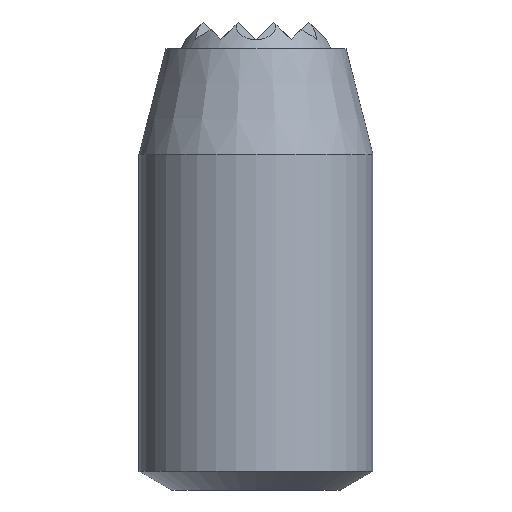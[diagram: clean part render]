
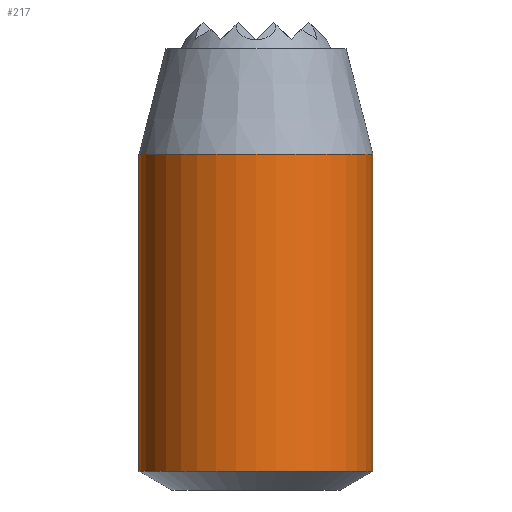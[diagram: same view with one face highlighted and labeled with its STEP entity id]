
A CAD part, front view. The second image highlights one B-rep face of the part: STEP entity #217.
In plain terms, the highlighted cylindrical face has radius 5 mm (diameter 10 mm), a full revolution.
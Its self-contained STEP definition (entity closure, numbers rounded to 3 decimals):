
#217 = ADVANCED_FACE( '', ( #470, #471 ), #472, .T. );
#470 = FACE_OUTER_BOUND( '', #757, .T. );
#471 = FACE_OUTER_BOUND( '', #758, .T. );
#472 = CYLINDRICAL_SURFACE( '', #759, 5. );
#757 = EDGE_LOOP( '', ( #1294 ) );
#758 = EDGE_LOOP( '', ( #1295 ) );
#759 = AXIS2_PLACEMENT_3D( '', #1296, #1297, #1298 );
#1294 = ORIENTED_EDGE( '', *, *, #1753, .T. );
#1295 = ORIENTED_EDGE( '', *, *, #1786, .T. );
#1296 = CARTESIAN_POINT( '', ( 0., 0., 18.85 ) );
#1297 = DIRECTION( '', ( 0., 0., 1. ) );
#1298 = DIRECTION( '', ( -1., 0., 0. ) );
#1753 = EDGE_CURVE( '', #2099, #2099, #2100, .T. );
#1786 = EDGE_CURVE( '', #2133, #2133, #2134, .F. );
#2099 = VERTEX_POINT( '', #2529 );
#2100 = CIRCLE( '', #2530, 5. );
#2133 = VERTEX_POINT( '', #2579 );
#2134 = CIRCLE( '', #2580, 5. );
#2529 = CARTESIAN_POINT( '', ( 5., 0., 0.8 ) );
#2530 = AXIS2_PLACEMENT_3D( '', #2895, #2896, #2897 );
#2579 = CARTESIAN_POINT( '', ( 5., 0., 14.35 ) );
#2580 = AXIS2_PLACEMENT_3D( '', #2914, #2915, #2916 );
#2895 = CARTESIAN_POINT( '', ( 0., 0., 0.8 ) );
#2896 = DIRECTION( '', ( 0., 0., 1. ) );
#2897 = DIRECTION( '', ( 1., 0., 0. ) );
#2914 = CARTESIAN_POINT( '', ( 0., 0., 14.35 ) );
#2915 = DIRECTION( '', ( 0., 0., 1. ) );
#2916 = DIRECTION( '', ( 1., 0., 0. ) );
